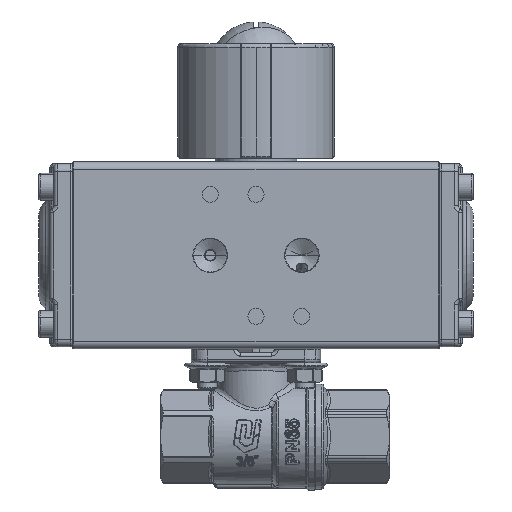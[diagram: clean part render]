
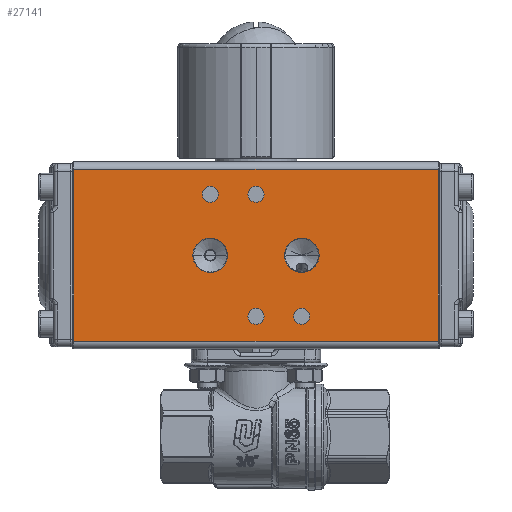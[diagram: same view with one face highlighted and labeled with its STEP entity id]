
A CAD part, left-side view. The second image highlights one B-rep face of the part: STEP entity #27141.
In plain terms, the highlighted planar face has unit normal (-1, 0, 0).
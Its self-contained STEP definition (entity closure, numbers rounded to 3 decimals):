
#25548=CARTESIAN_POINT('',(-30.5,-47.8,70.));
#25549=VERTEX_POINT('',#25548);
#25550=CARTESIAN_POINT('',(-30.5,47.8,70.));
#25551=VERTEX_POINT('',#25550);
#25552=CARTESIAN_POINT('',(-30.5,-47.8,70.));
#25553=DIRECTION('',(-0.,1.,0.));
#25554=VECTOR('',#25553,95.6);
#25555=LINE('',#25552,#25554);
#25556=EDGE_CURVE('',#25549,#25551,#25555,.T.);
#25623=CARTESIAN_POINT('',(-30.5,47.8,25.));
#25624=VERTEX_POINT('',#25623);
#25625=CARTESIAN_POINT('',(-30.5,-47.8,25.));
#25626=VERTEX_POINT('',#25625);
#25627=CARTESIAN_POINT('',(-30.5,47.8,25.));
#25628=DIRECTION('',(0.,-1.,-0.));
#25629=VECTOR('',#25628,95.6);
#25630=LINE('',#25627,#25629);
#25631=EDGE_CURVE('',#25624,#25626,#25630,.T.);
#25846=CARTESIAN_POINT('',(-30.5,14.1,63.5));
#25847=VERTEX_POINT('',#25846);
#25863=CARTESIAN_POINT('',(-30.5,9.9,63.5));
#25864=VERTEX_POINT('',#25863);
#25871=CARTESIAN_POINT('',(-30.5,12.,63.5));
#25872=DIRECTION('',(-1.,-0.,0.));
#25873=DIRECTION('',(0.,-1.,-0.));
#25874=AXIS2_PLACEMENT_3D('',#25871,#25872,#25873);
#25875=CIRCLE('',#25874,2.1);
#25876=EDGE_CURVE('NONE',#25864,#25847,#25875,.T.);
#25886=CARTESIAN_POINT('',(-30.5,2.1,63.5));
#25887=VERTEX_POINT('',#25886);
#25895=CARTESIAN_POINT('',(-30.5,-2.1,63.5));
#25896=VERTEX_POINT('',#25895);
#25903=CARTESIAN_POINT('',(-30.5,0.,63.5));
#25904=DIRECTION('',(-1.,-0.,0.));
#25905=DIRECTION('',(0.,-1.,-0.));
#25906=AXIS2_PLACEMENT_3D('',#25903,#25904,#25905);
#25907=CIRCLE('',#25906,2.1);
#25908=EDGE_CURVE('NONE',#25896,#25887,#25907,.T.);
#25920=CARTESIAN_POINT('',(-30.5,2.1,31.5));
#25921=VERTEX_POINT('',#25920);
#25937=CARTESIAN_POINT('',(-30.5,-2.1,31.5));
#25938=VERTEX_POINT('',#25937);
#25945=CARTESIAN_POINT('',(-30.5,0.,31.5));
#25946=DIRECTION('',(-1.,-0.,0.));
#25947=DIRECTION('',(0.,-1.,-0.));
#25948=AXIS2_PLACEMENT_3D('',#25945,#25946,#25947);
#25949=CIRCLE('',#25948,2.1);
#25950=EDGE_CURVE('NONE',#25938,#25921,#25949,.T.);
#25960=CARTESIAN_POINT('',(-30.5,-9.9,31.5));
#25961=VERTEX_POINT('',#25960);
#25969=CARTESIAN_POINT('',(-30.5,-14.1,31.5));
#25970=VERTEX_POINT('',#25969);
#25977=CARTESIAN_POINT('',(-30.5,-12.,31.5));
#25978=DIRECTION('',(-1.,-0.,0.));
#25979=DIRECTION('',(0.,-1.,-0.));
#25980=AXIS2_PLACEMENT_3D('',#25977,#25978,#25979);
#25981=CIRCLE('',#25980,2.1);
#25982=EDGE_CURVE('NONE',#25970,#25961,#25981,.T.);
#27022=CARTESIAN_POINT('',(-30.5,-48.,72.));
#27023=DIRECTION('',(1.,0.,-0.));
#27024=DIRECTION('',(0.,-0.,1.));
#27025=AXIS2_PLACEMENT_3D('',#27022,#27023,#27024);
#27026=PLANE('',#27025);
#27027=CARTESIAN_POINT('',(-30.5,-16.536,47.5));
#27028=VERTEX_POINT('',#27027);
#27029=CARTESIAN_POINT('',(-30.5,-7.464,47.5));
#27030=VERTEX_POINT('',#27029);
#27031=CARTESIAN_POINT('',(-30.5,-12.,47.5));
#27032=DIRECTION('',(1.,0.,-0.));
#27033=DIRECTION('',(-0.,0.,-1.));
#27034=AXIS2_PLACEMENT_3D('',#27031,#27032,#27033);
#27035=CIRCLE('',#27034,4.536);
#27036=EDGE_CURVE('',#27028,#27030,#27035,.T.);
#27037=ORIENTED_EDGE('',*,*,#27036,.T.);
#27038=CARTESIAN_POINT('',(-30.5,-12.,52.036));
#27039=VERTEX_POINT('',#27038);
#27040=CARTESIAN_POINT('',(-30.5,-12.,47.5));
#27041=DIRECTION('',(1.,0.,-0.));
#27042=DIRECTION('',(-0.,0.,-1.));
#27043=AXIS2_PLACEMENT_3D('',#27040,#27041,#27042);
#27044=CIRCLE('',#27043,4.536);
#27045=EDGE_CURVE('',#27030,#27039,#27044,.T.);
#27046=ORIENTED_EDGE('',*,*,#27045,.T.);
#27047=CARTESIAN_POINT('',(-30.5,-12.,47.5));
#27048=DIRECTION('',(1.,0.,-0.));
#27049=DIRECTION('',(-0.,0.,-1.));
#27050=AXIS2_PLACEMENT_3D('',#27047,#27048,#27049);
#27051=CIRCLE('',#27050,4.536);
#27052=EDGE_CURVE('',#27039,#27028,#27051,.T.);
#27053=ORIENTED_EDGE('',*,*,#27052,.T.);
#27054=EDGE_LOOP('',(#27037,#27046,#27053));
#27055=FACE_BOUND('',#27054,.T.);
#27056=CARTESIAN_POINT('',(-30.5,7.464,47.5));
#27057=VERTEX_POINT('',#27056);
#27058=CARTESIAN_POINT('',(-30.5,16.536,47.5));
#27059=VERTEX_POINT('',#27058);
#27060=CARTESIAN_POINT('',(-30.5,12.,47.5));
#27061=DIRECTION('',(1.,0.,-0.));
#27062=DIRECTION('',(-0.,0.,-1.));
#27063=AXIS2_PLACEMENT_3D('',#27060,#27061,#27062);
#27064=CIRCLE('',#27063,4.536);
#27065=EDGE_CURVE('',#27057,#27059,#27064,.T.);
#27066=ORIENTED_EDGE('',*,*,#27065,.T.);
#27067=CARTESIAN_POINT('',(-30.5,12.,52.036));
#27068=VERTEX_POINT('',#27067);
#27069=CARTESIAN_POINT('',(-30.5,12.,47.5));
#27070=DIRECTION('',(1.,0.,-0.));
#27071=DIRECTION('',(-0.,0.,-1.));
#27072=AXIS2_PLACEMENT_3D('',#27069,#27070,#27071);
#27073=CIRCLE('',#27072,4.536);
#27074=EDGE_CURVE('',#27059,#27068,#27073,.T.);
#27075=ORIENTED_EDGE('',*,*,#27074,.T.);
#27076=CARTESIAN_POINT('',(-30.5,12.,47.5));
#27077=DIRECTION('',(1.,0.,-0.));
#27078=DIRECTION('',(-0.,0.,-1.));
#27079=AXIS2_PLACEMENT_3D('',#27076,#27077,#27078);
#27080=CIRCLE('',#27079,4.536);
#27081=EDGE_CURVE('',#27068,#27057,#27080,.T.);
#27082=ORIENTED_EDGE('',*,*,#27081,.T.);
#27083=EDGE_LOOP('',(#27066,#27075,#27082));
#27084=FACE_BOUND('',#27083,.T.);
#27085=ORIENTED_EDGE('',*,*,#25876,.F.);
#27086=CARTESIAN_POINT('',(-30.5,12.,63.5));
#27087=DIRECTION('',(-1.,-0.,0.));
#27088=DIRECTION('',(0.,-1.,-0.));
#27089=AXIS2_PLACEMENT_3D('',#27086,#27087,#27088);
#27090=CIRCLE('',#27089,2.1);
#27091=EDGE_CURVE('NONE',#25847,#25864,#27090,.T.);
#27092=ORIENTED_EDGE('',*,*,#27091,.F.);
#27093=EDGE_LOOP('',(#27085,#27092));
#27094=FACE_BOUND('',#27093,.T.);
#27095=ORIENTED_EDGE('',*,*,#25908,.F.);
#27096=CARTESIAN_POINT('',(-30.5,0.,63.5));
#27097=DIRECTION('',(-1.,-0.,0.));
#27098=DIRECTION('',(0.,-1.,-0.));
#27099=AXIS2_PLACEMENT_3D('',#27096,#27097,#27098);
#27100=CIRCLE('',#27099,2.1);
#27101=EDGE_CURVE('NONE',#25887,#25896,#27100,.T.);
#27102=ORIENTED_EDGE('',*,*,#27101,.F.);
#27103=EDGE_LOOP('',(#27095,#27102));
#27104=FACE_BOUND('',#27103,.T.);
#27105=ORIENTED_EDGE('',*,*,#25950,.F.);
#27106=CARTESIAN_POINT('',(-30.5,0.,31.5));
#27107=DIRECTION('',(-1.,-0.,0.));
#27108=DIRECTION('',(0.,-1.,-0.));
#27109=AXIS2_PLACEMENT_3D('',#27106,#27107,#27108);
#27110=CIRCLE('',#27109,2.1);
#27111=EDGE_CURVE('NONE',#25921,#25938,#27110,.T.);
#27112=ORIENTED_EDGE('',*,*,#27111,.F.);
#27113=EDGE_LOOP('',(#27105,#27112));
#27114=FACE_BOUND('',#27113,.T.);
#27115=ORIENTED_EDGE('',*,*,#25982,.F.);
#27116=CARTESIAN_POINT('',(-30.5,-12.,31.5));
#27117=DIRECTION('',(-1.,-0.,0.));
#27118=DIRECTION('',(0.,-1.,-0.));
#27119=AXIS2_PLACEMENT_3D('',#27116,#27117,#27118);
#27120=CIRCLE('',#27119,2.1);
#27121=EDGE_CURVE('NONE',#25961,#25970,#27120,.T.);
#27122=ORIENTED_EDGE('',*,*,#27121,.F.);
#27123=EDGE_LOOP('',(#27115,#27122));
#27124=FACE_BOUND('',#27123,.T.);
#27125=ORIENTED_EDGE('',*,*,#25556,.T.);
#27126=CARTESIAN_POINT('',(-30.5,47.8,70.));
#27127=DIRECTION('',(-0.,0.,-1.));
#27128=VECTOR('',#27127,45.);
#27129=LINE('',#27126,#27128);
#27130=EDGE_CURVE('',#25551,#25624,#27129,.T.);
#27131=ORIENTED_EDGE('',*,*,#27130,.T.);
#27132=ORIENTED_EDGE('',*,*,#25631,.T.);
#27133=CARTESIAN_POINT('',(-30.5,-47.8,25.));
#27134=DIRECTION('',(0.,-0.,1.));
#27135=VECTOR('',#27134,45.);
#27136=LINE('',#27133,#27135);
#27137=EDGE_CURVE('',#25626,#25549,#27136,.T.);
#27138=ORIENTED_EDGE('',*,*,#27137,.T.);
#27139=EDGE_LOOP('',(#27125,#27131,#27132,#27138));
#27140=FACE_BOUND('',#27139,.T.);
#27141=ADVANCED_FACE('NONE',(#27055,#27084,#27094,#27104,#27114,#27124,#27140),#27026,.F.);
